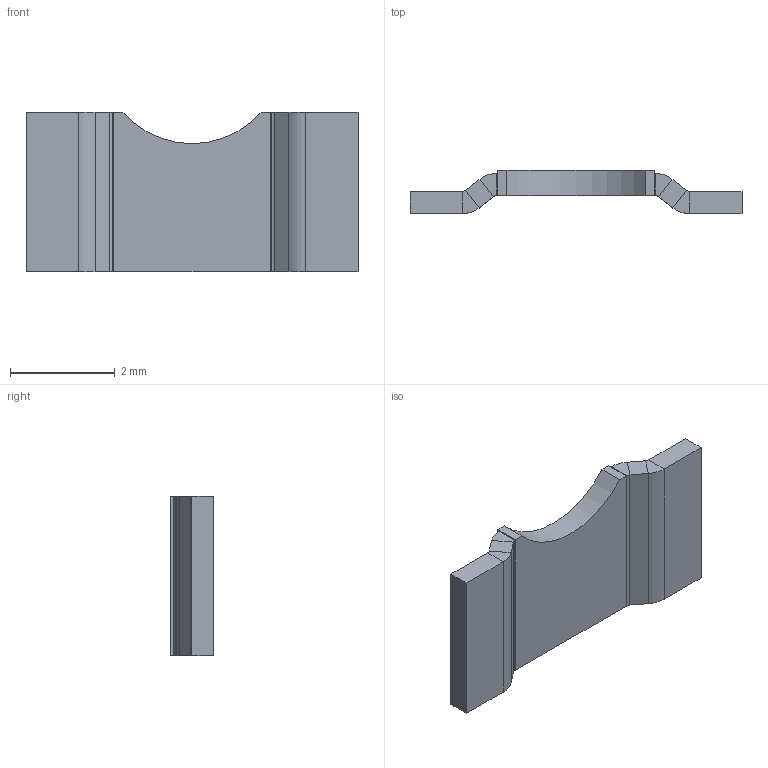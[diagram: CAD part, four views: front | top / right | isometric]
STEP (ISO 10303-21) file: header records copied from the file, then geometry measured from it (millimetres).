
FILE_DESCRIPTION (( 'STEP AP214' ), '1' );
FILE_NAME ('RES,2512,Bourns ISENSE.stp', '2020-03-22T16:31:44', ( '' ), ( '' ), 'SwSTEP 2.0', 'SolidWorks 2020', '' );
FILE_SCHEMA (( 'AUTOMOTIVE_DESIGN' ));
Length unit declared in the file: millimetre
Products named in the file (8): MANIFOLD_SOLID_BREP_1090.stp; COPPER25__2_ASM.stp; 3DMODEL-TEXT_ASM_2_ASM.stp; MANIFOLD_SOLID_BREP_547.stp; RES,2512,Bourns ISENSE.stp; RESIST2512_3.stp; COPPER25__2_ASM-0.stp; RES,2512,Bourns ISENSE
Assembly tree (6 placements, depth 5):
  COPPER25__2_ASM-0.stp
  RES,2512,Bourns ISENSE
    RES,2512,Bourns ISENSE.stp
      3DMODEL-TEXT_ASM_2_ASM.stp
        COPPER25__2_ASM.stp
          MANIFOLD_SOLID_BREP_547.stp
          MANIFOLD_SOLID_BREP_1090.stp
        RESIST2512_3.stp
Bounding box: 6.35 x 0.83 x 3.05 mm (x, y, z)
Volume: 8.4 mm3; surface area: 51.9 mm2
Topology: 3 solids, 3 shells, 52 faces, 106 edges, 60 vertices
Faces by surface type: plane 43, cylinder 9
Entity records: 1555 total; most frequent: DIRECTION 252, CARTESIAN_POINT 230, ORIENTED_EDGE 212, EDGE_CURVE 106, VECTOR 88, LINE 88, AXIS2_PLACEMENT_3D 82, VERTEX_POINT 60
